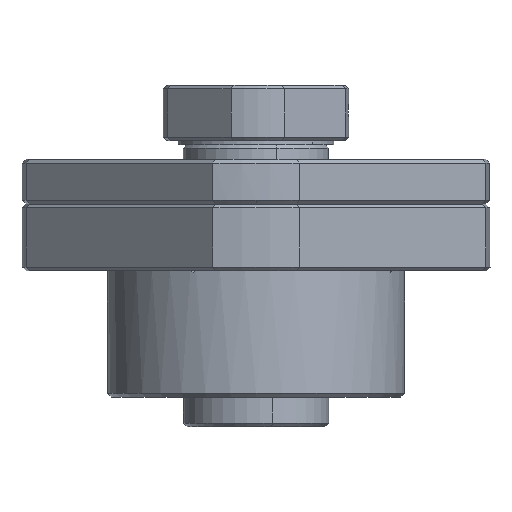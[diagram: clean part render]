
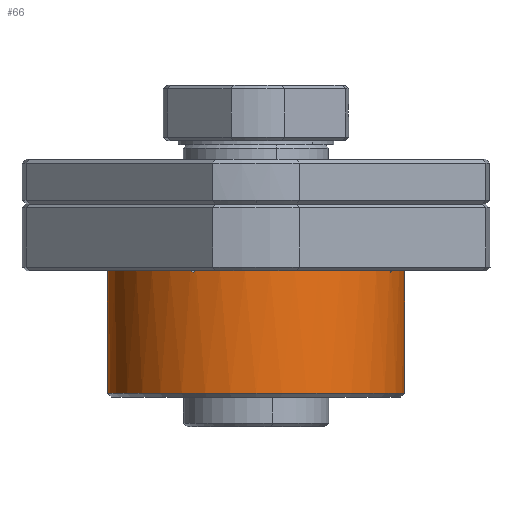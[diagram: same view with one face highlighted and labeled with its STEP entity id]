
A CAD part, front view. The second image highlights one B-rep face of the part: STEP entity #66.
In plain terms, the highlighted cylindrical face has radius 20 mm (diameter 40 mm), a partial arc.
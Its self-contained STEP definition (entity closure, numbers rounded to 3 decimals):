
#59 = EDGE_LOOP ( 'NONE', ( #79, #91, #93, #74, #76, #92, #106, #89, #94, #90 ) ) ;
#60 = EDGE_CURVE ( 'NONE', #365, #70, #3127, .T. ) ;
#66 = ADVANCED_FACE ( 'NONE', ( #3120 ), #3099, .T. ) ;
#70 = VERTEX_POINT ( 'NONE', #3126 ) ;
#73 = EDGE_CURVE ( 'NONE', #95, #84, #3144, .T. ) ;
#74 = ORIENTED_EDGE ( 'NONE', *, *, #86, .F. ) ;
#75 = EDGE_CURVE ( 'NONE', #96, #84, #3161, .T. ) ;
#76 = ORIENTED_EDGE ( 'NONE', *, *, #75, .T. ) ;
#77 = VERTEX_POINT ( 'NONE', #3146 ) ;
#79 = ORIENTED_EDGE ( 'NONE', *, *, #423, .F. ) ;
#83 = EDGE_CURVE ( 'NONE', #425, #418, #3143, .T. ) ;
#84 = VERTEX_POINT ( 'NONE', #3134 ) ;
#85 = VERTEX_POINT ( 'NONE', #3160 ) ;
#86 = EDGE_CURVE ( 'NONE', #96, #77, #3173, .T. ) ;
#88 = EDGE_CURVE ( 'NONE', #77, #70, #3167, .T. ) ;
#89 = ORIENTED_EDGE ( 'NONE', *, *, #97, .T. ) ;
#90 = ORIENTED_EDGE ( 'NONE', *, *, #83, .T. ) ;
#91 = ORIENTED_EDGE ( 'NONE', *, *, #60, .T. ) ;
#92 = ORIENTED_EDGE ( 'NONE', *, *, #73, .F. ) ;
#93 = ORIENTED_EDGE ( 'NONE', *, *, #88, .F. ) ;
#94 = ORIENTED_EDGE ( 'NONE', *, *, #431, .T. ) ;
#95 = VERTEX_POINT ( 'NONE', #3163 ) ;
#96 = VERTEX_POINT ( 'NONE', #3175 ) ;
#97 = EDGE_CURVE ( 'NONE', #85, #366, #3210, .T. ) ;
#100 = EDGE_CURVE ( 'NONE', #85, #95, #3194, .T. ) ;
#106 = ORIENTED_EDGE ( 'NONE', *, *, #100, .F. ) ;
#365 = VERTEX_POINT ( 'NONE', #3684 ) ;
#366 = VERTEX_POINT ( 'NONE', #3685 ) ;
#418 = VERTEX_POINT ( 'NONE', #3804 ) ;
#423 = EDGE_CURVE ( 'NONE', #365, #418, #3780, .T. ) ;
#425 = VERTEX_POINT ( 'NONE', #3835 ) ;
#431 = EDGE_CURVE ( 'NONE', #366, #425, #3834, .T. ) ;
#3099 = CYLINDRICAL_SURFACE ( 'NONE', #3104, 20. ) ;
#3101 = DIRECTION ( 'NONE',  ( 0., 0., -1. ) ) ;
#3104 = AXIS2_PLACEMENT_3D ( 'NONE', #3123, #3101, #3162 ) ;
#3105 = AXIS2_PLACEMENT_3D ( 'NONE', #3133, #3179, #3178 ) ;
#3108 = DIRECTION ( 'NONE',  ( -1., 0., 0. ) ) ;
#3109 = DIRECTION ( 'NONE',  ( 0., 0., -1. ) ) ;
#3110 = AXIS2_PLACEMENT_3D ( 'NONE', #3119, #3109, #3108 ) ;
#3119 = CARTESIAN_POINT ( 'NONE',  ( -5.608, 7.051, 4. ) ) ;
#3120 = FACE_OUTER_BOUND ( 'NONE', #59, .T. ) ;
#3123 = CARTESIAN_POINT ( 'NONE',  ( -5.608, 7.051, 4. ) ) ;
#3126 = CARTESIAN_POINT ( 'NONE',  ( 12.698, -1.005, 4. ) ) ;
#3127 = CIRCLE ( 'NONE', #3110, 20. ) ;
#3133 = CARTESIAN_POINT ( 'NONE',  ( -5.608, 7.051, -12.5 ) ) ;
#3134 = CARTESIAN_POINT ( 'NONE',  ( -13.664, -11.255, 4. ) ) ;
#3135 = CARTESIAN_POINT ( 'NONE',  ( -13.664, -11.255, 4. ) ) ;
#3136 = CARTESIAN_POINT ( 'NONE',  ( -13.797, -11.197, 3.913 ) ) ;
#3137 = CARTESIAN_POINT ( 'NONE',  ( -13.929, -11.137, 3.825 ) ) ;
#3138 = CARTESIAN_POINT ( 'NONE',  ( -14.061, -11.075, 3.738 ) ) ;
#3139 = CARTESIAN_POINT ( 'NONE',  ( -5.608, 7.051, 4. ) ) ;
#3141 = DIRECTION ( 'NONE',  ( -1., 0., 0. ) ) ;
#3143 = CIRCLE ( 'NONE', #3105, 20. ) ;
#3144 = B_SPLINE_CURVE_WITH_KNOTS ( 'NONE', 3,
 ( #3138, #3137, #3136, #3135 ),
 .UNSPECIFIED., .F., .F.,
 ( 4, 4 ),
 ( 0., 0.001 ),
 .UNSPECIFIED. ) ;
#3145 = AXIS2_PLACEMENT_3D ( 'NONE', #3139, #3147, #3141 ) ;
#3146 = CARTESIAN_POINT ( 'NONE',  ( 12.518, -1.402, 3.738 ) ) ;
#3147 = DIRECTION ( 'NONE',  ( 0., 0., -1. ) ) ;
#3160 = CARTESIAN_POINT ( 'NONE',  ( -14.454, -10.887, 4. ) ) ;
#3161 = CIRCLE ( 'NONE', #3145, 20. ) ;
#3162 = DIRECTION ( 'NONE',  ( -1., 0., 0. ) ) ;
#3163 = CARTESIAN_POINT ( 'NONE',  ( -14.061, -11.075, 3.738 ) ) ;
#3164 = CARTESIAN_POINT ( 'NONE',  ( -5.608, 7.051, 4. ) ) ;
#3167 = B_SPLINE_CURVE_WITH_KNOTS ( 'NONE', 3,
 ( #3209, #3208, #3207, #3206 ),
 .UNSPECIFIED., .F., .F.,
 ( 4, 4 ),
 ( 0., 0.001 ),
 .UNSPECIFIED. ) ;
#3168 = CARTESIAN_POINT ( 'NONE',  ( 12.518, -1.402, 3.738 ) ) ;
#3169 = CARTESIAN_POINT ( 'NONE',  ( 12.457, -1.533, 3.825 ) ) ;
#3170 = CARTESIAN_POINT ( 'NONE',  ( 12.394, -1.664, 3.913 ) ) ;
#3171 = CARTESIAN_POINT ( 'NONE',  ( 12.329, -1.794, 4. ) ) ;
#3173 = B_SPLINE_CURVE_WITH_KNOTS ( 'NONE', 3,
 ( #3171, #3170, #3169, #3168 ),
 .UNSPECIFIED., .F., .F.,
 ( 4, 4 ),
 ( 0.001, 0.001 ),
 .UNSPECIFIED. ) ;
#3175 = CARTESIAN_POINT ( 'NONE',  ( 12.329, -1.794, 4. ) ) ;
#3178 = DIRECTION ( 'NONE',  ( 1., 0., 0. ) ) ;
#3179 = DIRECTION ( 'NONE',  ( 0., 0., 1. ) ) ;
#3188 = CARTESIAN_POINT ( 'NONE',  ( -14.061, -11.075, 3.738 ) ) ;
#3189 = CARTESIAN_POINT ( 'NONE',  ( -14.192, -11.014, 3.825 ) ) ;
#3190 = CARTESIAN_POINT ( 'NONE',  ( -14.323, -10.951, 3.913 ) ) ;
#3191 = CARTESIAN_POINT ( 'NONE',  ( -14.454, -10.887, 4. ) ) ;
#3194 = B_SPLINE_CURVE_WITH_KNOTS ( 'NONE', 3,
 ( #3191, #3190, #3189, #3188 ),
 .UNSPECIFIED., .F., .F.,
 ( 4, 4 ),
 ( 0.001, 0.001 ),
 .UNSPECIFIED. ) ;
#3203 = DIRECTION ( 'NONE',  ( -1., 0., 0. ) ) ;
#3204 = DIRECTION ( 'NONE',  ( 0., 0., -1. ) ) ;
#3205 = AXIS2_PLACEMENT_3D ( 'NONE', #3164, #3204, #3203 ) ;
#3206 = CARTESIAN_POINT ( 'NONE',  ( 12.698, -1.005, 4. ) ) ;
#3207 = CARTESIAN_POINT ( 'NONE',  ( 12.639, -1.138, 3.913 ) ) ;
#3208 = CARTESIAN_POINT ( 'NONE',  ( 12.579, -1.27, 3.825 ) ) ;
#3209 = CARTESIAN_POINT ( 'NONE',  ( 12.518, -1.402, 3.738 ) ) ;
#3210 = CIRCLE ( 'NONE', #3205, 20. ) ;
#3684 = CARTESIAN_POINT ( 'NONE',  ( 14.392, 7.051, 4. ) ) ;
#3685 = CARTESIAN_POINT ( 'NONE',  ( -25.608, 7.051, 4. ) ) ;
#3780 = LINE ( 'NONE', #3832, #3831 ) ;
#3804 = CARTESIAN_POINT ( 'NONE',  ( 14.392, 7.051, -12.5 ) ) ;
#3815 = VECTOR ( 'NONE', #3825, 1000. ) ;
#3825 = DIRECTION ( 'NONE',  ( 0., 0., -1. ) ) ;
#3826 = CARTESIAN_POINT ( 'NONE',  ( -25.608, 7.051, 4. ) ) ;
#3830 = DIRECTION ( 'NONE',  ( 0., 0., -1. ) ) ;
#3831 = VECTOR ( 'NONE', #3830, 1000. ) ;
#3832 = CARTESIAN_POINT ( 'NONE',  ( 14.392, 7.051, 4. ) ) ;
#3834 = LINE ( 'NONE', #3826, #3815 ) ;
#3835 = CARTESIAN_POINT ( 'NONE',  ( -25.608, 7.051, -12.5 ) ) ;
